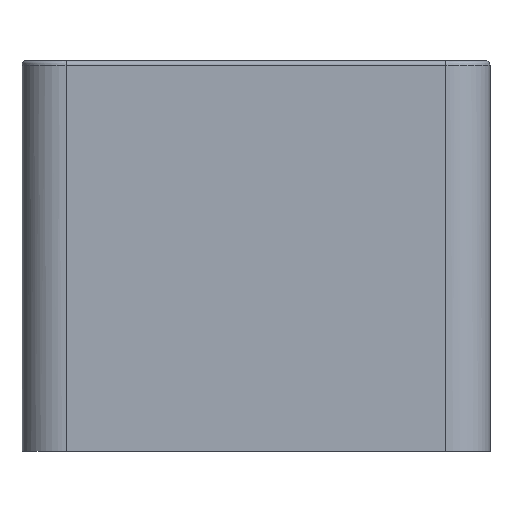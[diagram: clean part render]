
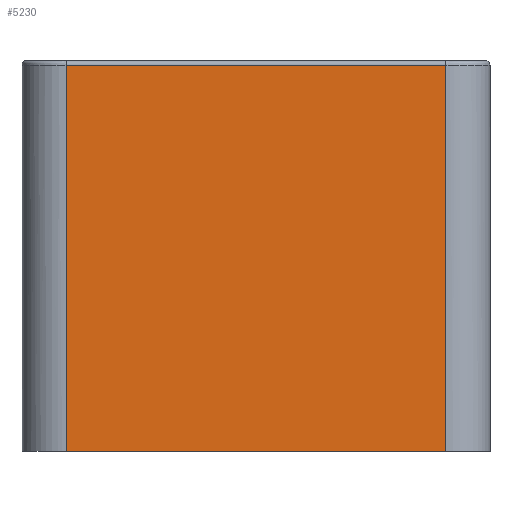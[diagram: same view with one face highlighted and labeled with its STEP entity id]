
A CAD part, front view. The second image highlights one B-rep face of the part: STEP entity #5230.
In plain terms, the highlighted free-form (B-spline) face has degree [1, 1] with [2, 2] control points.
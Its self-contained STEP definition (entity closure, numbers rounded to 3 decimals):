
#1061=CARTESIAN_POINT('V271',(-10.35,-9.0,
   18.05));
#1062=VERTEX_POINT('V271',#1061);
#1122=CARTESIAN_POINT('V269',(10.35,-9.0,
   18.05));
#1123=VERTEX_POINT('V269',#1122);
#1143=CARTESIAN_POINT('E467',(10.35,-9.0,
   18.05));
#1144=CARTESIAN_POINT('E467',(-10.35,-9.0,
   18.05));
#1145=B_SPLINE_CURVE_WITH_KNOTS('E467',1,(#1143,#1144),
   .POLYLINE_FORM.,.F.,.U.,(2,2),(2.0,54.712),
   .UNSPECIFIED.);
#1146=EDGE_CURVE('E467',#1123,#1062,#1145,.T.);
#5185=CARTESIAN_POINT('V97',(10.35,-9.0,-3.0));
#5186=VERTEX_POINT('V97',#5185);
#5187=CARTESIAN_POINT('E142',(10.35,-9.0,
   18.05));
#5188=CARTESIAN_POINT('E142',(10.35,-9.0,-3.0));
#5189=B_SPLINE_CURVE_WITH_KNOTS('E142',1,(#5187,#5188),
   .POLYLINE_FORM.,.F.,.U.,(2,2),(0.012,1.0),
   .UNSPECIFIED.);
#5190=EDGE_CURVE('E142',#1123,#5186,#5189,.T.);
#5209=CARTESIAN_POINT('F48',(-10.35,-9.0,-3.0));
#5210=CARTESIAN_POINT('F48',(10.35,-9.0,-3.0));
#5211=CARTESIAN_POINT('F48',(-10.35,-9.0,
   18.3));
#5212=CARTESIAN_POINT('F48',(10.35,-9.0,
   18.3));
#5213=QUASI_UNIFORM_SURFACE('F48',1,1,((#5209,#5211),(#5210,#5212))
,.PLANE_SURF.,.F.,.F.,.U.);
#5214=ORIENTED_EDGE('F161',*,*,#1146,.T.);
#5215=CARTESIAN_POINT('V95',(-10.35,-9.0,-3.0));
#5216=VERTEX_POINT('V95',#5215);
#5217=CARTESIAN_POINT('E139',(-10.35,-9.0,-3.0));
#5218=CARTESIAN_POINT('E139',(-10.35,-9.0,
   18.05));
#5219=B_SPLINE_CURVE_WITH_KNOTS('E139',1,(#5217,#5218),
   .POLYLINE_FORM.,.F.,.U.,(2,2),(0.0,4.385),
   .UNSPECIFIED.);
#5220=EDGE_CURVE('E139',#5216,#1062,#5219,.T.);
#5221=ORIENTED_EDGE('E139',*,*,#5220,.F.);
#5222=CARTESIAN_POINT('E141',(-10.35,-9.0,-3.0));
#5223=CARTESIAN_POINT('E141',(10.35,-9.0,-3.0));
#5224=QUASI_UNIFORM_CURVE('E141',1,(#5222,#5223),.POLYLINE_FORM.,.F.,
   .U.);
#5225=EDGE_CURVE('E141',#5216,#5186,#5224,.T.);
#5226=ORIENTED_EDGE('E141',*,*,#5225,.T.);
#5227=ORIENTED_EDGE('E142',*,*,#5190,.F.);
#5228=EDGE_LOOP('F48',(#5214,#5221,#5226,#5227));
#5229=FACE_OUTER_BOUND('F48',#5228,.T.);
#5230=ADVANCED_FACE('F48',(#5229),#5213,.T.);
